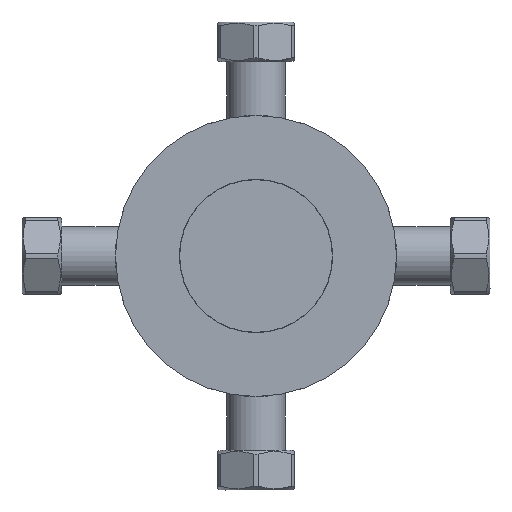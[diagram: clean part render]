
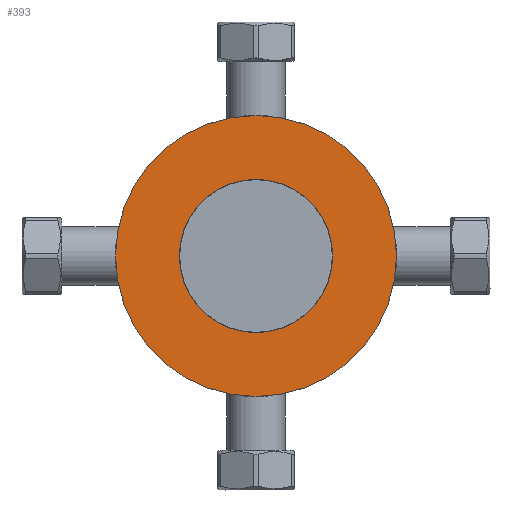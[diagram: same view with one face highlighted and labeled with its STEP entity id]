
A CAD part, left-side view. The second image highlights one B-rep face of the part: STEP entity #393.
In plain terms, the highlighted planar face has unit normal (-1, 0, 0).
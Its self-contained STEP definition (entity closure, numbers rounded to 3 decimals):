
#163=CARTESIAN_POINT('',(0.0,11.684,0.0));
#164=VERTEX_POINT('',#163);
#165=CARTESIAN_POINT('',(0.,0.,0.0));
#166=DIRECTION('',(1.0,0.0,0.0));
#167=DIRECTION('',(0.0,1.0,0.0));
#168=AXIS2_PLACEMENT_3D('',#165,#166,#167);
#169=CIRCLE('',#168,11.684);
#170=EDGE_CURVE('',#164,#164,#169,.T.);
#374=CARTESIAN_POINT('',(0.0,5.842,0.0));
#375=DIRECTION('',(-1.0,0.0,0.0));
#376=DIRECTION('',(0.0,0.0,1.0));
#377=AXIS2_PLACEMENT_3D('',#374,#375,#376);
#378=PLANE('',#377);
#379=ORIENTED_EDGE('',*,*,#170,.F.);
#380=EDGE_LOOP('',(#379));
#381=FACE_OUTER_BOUND('',#380,.T.);
#382=CARTESIAN_POINT('',(0.,-6.375,0.0));
#383=VERTEX_POINT('',#382);
#384=CARTESIAN_POINT('',(0.,0.,0.0));
#385=DIRECTION('',(1.0,0.0,0.0));
#386=DIRECTION('',(0.0,-1.0,0.0));
#387=AXIS2_PLACEMENT_3D('',#384,#385,#386);
#388=CIRCLE('',#387,6.375);
#389=EDGE_CURVE('',#383,#383,#388,.T.);
#390=ORIENTED_EDGE('',*,*,#389,.T.);
#391=EDGE_LOOP('',(#390));
#392=FACE_BOUND('',#391,.T.);
#393=ADVANCED_FACE('',(#381,#392),#378,.T.);
